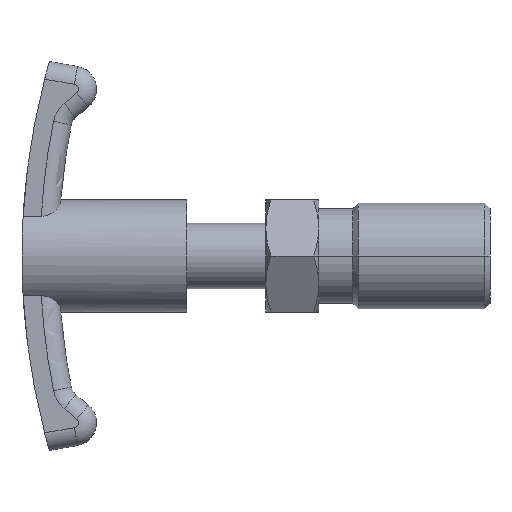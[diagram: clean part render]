
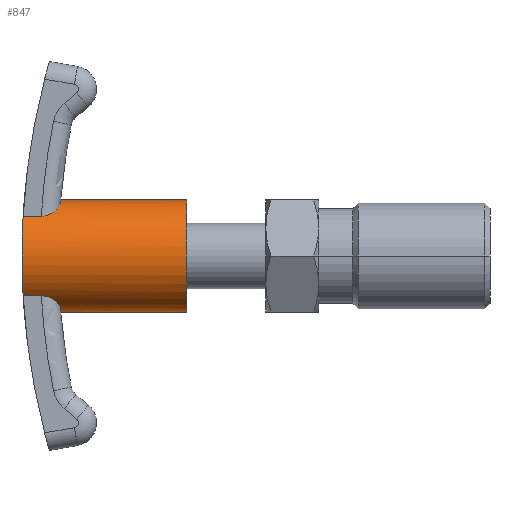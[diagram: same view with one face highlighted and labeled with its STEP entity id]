
A CAD part, left-side view. The second image highlights one B-rep face of the part: STEP entity #847.
In plain terms, the highlighted cylindrical face has radius 8.5 mm (diameter 17 mm), a partial arc.
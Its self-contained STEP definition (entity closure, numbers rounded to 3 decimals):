
#405=VERTEX_POINT('',#1152);
#513=EDGE_CURVE('',#711,#717,#1270,.T.);
#521=VERTEX_POINT('',#1280);
#561=EDGE_CURVE('',#723,#953,#1324,.T.);
#639=EDGE_CURVE('',#717,#995,#1414,.T.);
#687=EDGE_CURVE('',#995,#891,#1470,.T.);
#711=VERTEX_POINT('',#1494);
#717=VERTEX_POINT('',#1501);
#723=VERTEX_POINT('',#1507);
#759=EDGE_CURVE('',#785,#521,#1550,.T.);
#761=EDGE_CURVE('',#949,#891,#1552,.T.);
#785=VERTEX_POINT('',#1576);
#797=EDGE_CURVE('',#405,#945,#1591,.T.);
#847=ADVANCED_FACE('',(#1643),#1644,.T.);
#849=EDGE_CURVE('',#953,#949,#1646,.T.);
#869=EDGE_CURVE('',#711,#785,#1668,.T.);
#891=VERTEX_POINT('',#1693);
#903=EDGE_CURVE('',#521,#405,#1707,.T.);
#945=VERTEX_POINT('',#1755);
#949=VERTEX_POINT('',#1760);
#953=VERTEX_POINT('',#1764);
#995=VERTEX_POINT('',#1809);
#1077=EDGE_CURVE('',#945,#723,#1901,.T.);
#1152=CARTESIAN_POINT('',(-6.0,44.83,6.021));
#1270=LINE('',#2175,#2176);
#1280=CARTESIAN_POINT('',(-6.0,42.075,6.021));
#1324=LINE('',#2256,#2257);
#1414=CIRCLE('',#2427,8.5);
#1470=LINE('',#2530,#2531);
#1494=CARTESIAN_POINT('',(0.,39.142,8.5));
#1501=CARTESIAN_POINT('',(0.,20.0,8.5));
#1507=CARTESIAN_POINT('',(-6.0,44.83,-6.021));
#1550=B_SPLINE_CURVE_WITH_KNOTS('',3,(#2710,#2711,#2712,#2713,#2714,#2715,#2716,#2717,#2718,#2719,#2720,#2721),.UNSPECIFIED.,.F.,.F.,(4,2,2,2,2,4),(0.0,1.177,2.57,3.848,4.481,5.102),.UNSPECIFIED.);
#1552=B_SPLINE_CURVE_WITH_KNOTS('',3,(#2724,#2725,#2726,#2727,#2728,#2729,#2730,#2731,#2732,#2733),.UNSPECIFIED.,.F.,.F.,(4,2,2,2,4),(22.424,24.026,25.628,27.229,28.831),.UNSPECIFIED.);
#1576=CARTESIAN_POINT('',(-3.25,39.194,7.854));
#1591=B_SPLINE_CURVE_WITH_KNOTS('',3,(#2793,#2794,#2795,#2796,#2797,#2798,#2799,#2800,#2801,#2802,#2803,#2804),.UNSPECIFIED.,.F.,.F.,(4,2,2,2,2,4),(6.392,6.407,8.008,9.61,11.212,12.813),.UNSPECIFIED.);
#1643=FACE_OUTER_BOUND('',#2911,.T.);
#1644=CYLINDRICAL_SURFACE('',#2912,8.5);
#1646=B_SPLINE_CURVE_WITH_KNOTS('',3,(#2915,#2916,#2917,#2918,#2919,#2920,#2921,#2922,#2923,#2924,#2925,#2926),.UNSPECIFIED.,.F.,.F.,(4,2,2,2,2,4),(0.0,0.773,1.661,2.833,3.826,4.796),.UNSPECIFIED.);
#1668=B_SPLINE_CURVE_WITH_KNOTS('',3,(#2965,#2966,#2967,#2968,#2969,#2970,#2971,#2972,#2973,#2974,#2975),.UNSPECIFIED.,.F.,.F.,(4,2,3,2,4),(-3.203,-1.602,0.0,1.602,3.203),.UNSPECIFIED.);
#1693=CARTESIAN_POINT('',(0.,39.142,-8.5));
#1707=LINE('',#3053,#3054);
#1755=CARTESIAN_POINT('',(-8.5,45.0,0.));
#1760=CARTESIAN_POINT('',(-3.25,39.194,-7.854));
#1764=CARTESIAN_POINT('',(-6.0,42.075,-6.021));
#1809=CARTESIAN_POINT('',(0.,20.0,-8.5));
#1901=B_SPLINE_CURVE_WITH_KNOTS('',3,(#3393,#3394,#3395,#3396,#3397,#3398,#3399,#3400,#3401,#3402,#3403,#3404),.UNSPECIFIED.,.F.,.F.,(4,2,2,2,2,4),(12.813,14.415,16.016,17.618,19.22,19.235),.UNSPECIFIED.);
#2175=CARTESIAN_POINT('',(0.,33.0,8.5));
#2176=VECTOR('',#3628,1.0);
#2256=CARTESIAN_POINT('',(-6.0,40.72,-6.021));
#2257=VECTOR('',#3698,1.0);
#2427=AXIS2_PLACEMENT_3D('',#3828,#3829,#3830);
#2530=CARTESIAN_POINT('',(0.,33.0,-8.5));
#2531=VECTOR('',#3912,1.0);
#2710=CARTESIAN_POINT('',(-3.25,39.194,7.854));
#2711=CARTESIAN_POINT('',(-3.612,39.206,7.704));
#2712=CARTESIAN_POINT('',(-3.959,39.29,7.53));
#2713=CARTESIAN_POINT('',(-4.651,39.599,7.128));
#2714=CARTESIAN_POINT('',(-4.986,39.847,6.892));
#2715=CARTESIAN_POINT('',(-5.509,40.434,6.481));
#2716=CARTESIAN_POINT('',(-5.705,40.762,6.304));
#2717=CARTESIAN_POINT('',(-5.896,41.296,6.123));
#2718=CARTESIAN_POINT('',(-5.943,41.483,6.077));
#2719=CARTESIAN_POINT('',(-5.999,41.866,6.022));
#2720=CARTESIAN_POINT('',(-6.007,42.057,6.014));
#2721=CARTESIAN_POINT('',(-5.994,42.25,6.026));
#2724=CARTESIAN_POINT('',(-3.254,39.194,-7.853));
#2725=CARTESIAN_POINT('',(-2.73,39.177,-8.07));
#2726=CARTESIAN_POINT('',(-2.184,39.164,-8.234));
#2727=CARTESIAN_POINT('',(-1.086,39.146,-8.449));
#2728=CARTESIAN_POINT('',(-0.534,39.142,-8.5));
#2729=CARTESIAN_POINT('',(0.534,39.142,-8.5));
#2730=CARTESIAN_POINT('',(1.086,39.146,-8.449));
#2731=CARTESIAN_POINT('',(2.184,39.164,-8.234));
#2732=CARTESIAN_POINT('',(2.73,39.177,-8.07));
#2733=CARTESIAN_POINT('',(3.254,39.194,-7.853));
#2793=CARTESIAN_POINT('',(-6.0,44.83,6.021));
#2794=CARTESIAN_POINT('',(-6.003,44.83,6.017));
#2795=CARTESIAN_POINT('',(-6.007,44.83,6.014));
#2796=CARTESIAN_POINT('',(-6.388,44.852,5.633));
#2797=CARTESIAN_POINT('',(-6.742,44.874,5.207));
#2798=CARTESIAN_POINT('',(-7.366,44.915,4.279));
#2799=CARTESIAN_POINT('',(-7.636,44.934,3.777));
#2800=CARTESIAN_POINT('',(-8.07,44.966,2.73));
#2801=CARTESIAN_POINT('',(-8.234,44.979,2.184));
#2802=CARTESIAN_POINT('',(-8.449,44.996,1.086));
#2803=CARTESIAN_POINT('',(-8.5,45.0,0.534));
#2804=CARTESIAN_POINT('',(-8.5,45.0,0.));
#2911=EDGE_LOOP('',(#4082,#4083,#4084,#4085,#4086,#4087,#4088,#4089,#4090,#4091,#4092));
#2912=AXIS2_PLACEMENT_3D('',#4093,#4094,#4095);
#2915=CARTESIAN_POINT('',(-5.994,42.25,-6.026));
#2916=CARTESIAN_POINT('',(-6.011,41.993,-6.01));
#2917=CARTESIAN_POINT('',(-5.991,41.739,-6.03));
#2918=CARTESIAN_POINT('',(-5.878,41.208,-6.14));
#2919=CARTESIAN_POINT('',(-5.777,40.944,-6.237));
#2920=CARTESIAN_POINT('',(-5.475,40.389,-6.506));
#2921=CARTESIAN_POINT('',(-5.244,40.102,-6.699));
#2922=CARTESIAN_POINT('',(-4.727,39.664,-7.071));
#2923=CARTESIAN_POINT('',(-4.457,39.5,-7.246));
#2924=CARTESIAN_POINT('',(-3.878,39.272,-7.571));
#2925=CARTESIAN_POINT('',(-3.57,39.204,-7.722));
#2926=CARTESIAN_POINT('',(-3.25,39.194,-7.854));
#2965=CARTESIAN_POINT('',(3.254,39.194,7.853));
#2966=CARTESIAN_POINT('',(2.73,39.177,8.07));
#2967=CARTESIAN_POINT('',(2.184,39.164,8.234));
#2968=CARTESIAN_POINT('',(1.086,39.146,8.449));
#2969=CARTESIAN_POINT('',(0.534,39.142,8.5));
#2970=CARTESIAN_POINT('',(0.,39.142,8.5));
#2971=CARTESIAN_POINT('',(-0.534,39.142,8.5));
#2972=CARTESIAN_POINT('',(-1.086,39.146,8.449));
#2973=CARTESIAN_POINT('',(-2.184,39.164,8.234));
#2974=CARTESIAN_POINT('',(-2.73,39.177,8.07));
#2975=CARTESIAN_POINT('',(-3.254,39.194,7.853));
#3053=CARTESIAN_POINT('',(-6.0,40.72,6.021));
#3054=VECTOR('',#4187,1.0);
#3393=CARTESIAN_POINT('',(-8.5,45.0,0.));
#3394=CARTESIAN_POINT('',(-8.5,45.0,-0.534));
#3395=CARTESIAN_POINT('',(-8.449,44.996,-1.086));
#3396=CARTESIAN_POINT('',(-8.234,44.979,-2.184));
#3397=CARTESIAN_POINT('',(-8.07,44.966,-2.73));
#3398=CARTESIAN_POINT('',(-7.636,44.934,-3.777));
#3399=CARTESIAN_POINT('',(-7.366,44.915,-4.279));
#3400=CARTESIAN_POINT('',(-6.742,44.874,-5.207));
#3401=CARTESIAN_POINT('',(-6.388,44.852,-5.633));
#3402=CARTESIAN_POINT('',(-6.007,44.83,-6.014));
#3403=CARTESIAN_POINT('',(-6.003,44.83,-6.017));
#3404=CARTESIAN_POINT('',(-6.0,44.83,-6.021));
#3628=DIRECTION('',(-0.0,-1.0,-0.0));
#3698=DIRECTION('',(0.0,-1.0,0.0));
#3828=CARTESIAN_POINT('',(0.0,20.0,0.0));
#3829=DIRECTION('',(0.0,-1.0,0.0));
#3830=DIRECTION('',(0.,0.0,-1.0));
#3912=DIRECTION('',(0.0,1.0,0.0));
#4082=ORIENTED_EDGE('',*,*,#687,.F.);
#4083=ORIENTED_EDGE('',*,*,#639,.F.);
#4084=ORIENTED_EDGE('',*,*,#513,.F.);
#4085=ORIENTED_EDGE('',*,*,#869,.T.);
#4086=ORIENTED_EDGE('',*,*,#759,.T.);
#4087=ORIENTED_EDGE('',*,*,#903,.T.);
#4088=ORIENTED_EDGE('',*,*,#797,.T.);
#4089=ORIENTED_EDGE('',*,*,#1077,.T.);
#4090=ORIENTED_EDGE('',*,*,#561,.T.);
#4091=ORIENTED_EDGE('',*,*,#849,.T.);
#4092=ORIENTED_EDGE('',*,*,#761,.T.);
#4093=CARTESIAN_POINT('',(0.0,33.0,0.0));
#4094=DIRECTION('',(-0.0,-1.0,-0.0));
#4095=DIRECTION('',(0.,0.0,-1.0));
#4187=DIRECTION('',(0.0,1.0,0.0));
